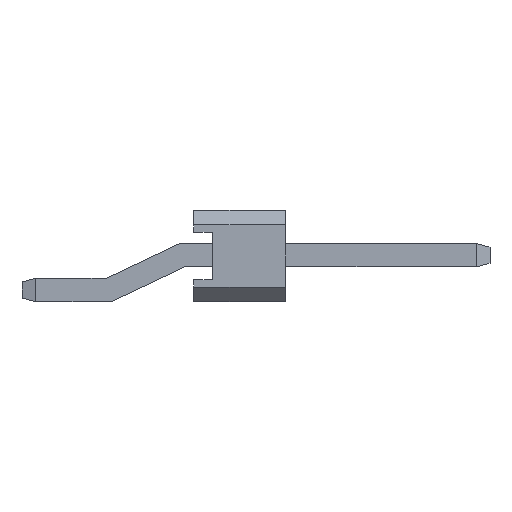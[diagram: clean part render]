
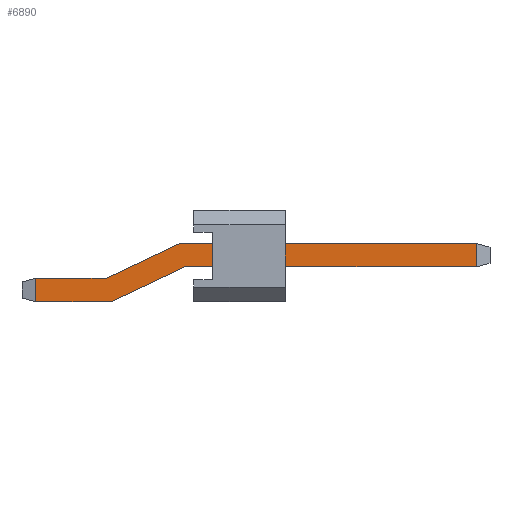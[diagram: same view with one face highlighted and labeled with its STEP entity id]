
A CAD part, front view. The second image highlights one B-rep face of the part: STEP entity #6890.
In plain terms, the highlighted planar face has unit normal (0, -1, 0).
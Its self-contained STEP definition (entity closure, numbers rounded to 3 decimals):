
#78=FACE_OUTER_BOUND('',#494,.T.);
#494=EDGE_LOOP('',(#4541,#4542,#4543,#4544,#4545,#4546,#4547,#4548));
#907=LINE('',#9593,#1895);
#916=LINE('',#9611,#1904);
#926=LINE('',#9631,#1914);
#929=LINE('',#9637,#1917);
#931=LINE('',#9642,#1919);
#932=LINE('',#9643,#1920);
#933=LINE('',#9645,#1921);
#934=LINE('',#9646,#1922);
#1895=VECTOR('',#7768,10.);
#1904=VECTOR('',#7781,10.);
#1914=VECTOR('',#7799,10.);
#1917=VECTOR('',#7806,10.);
#1919=VECTOR('',#7812,10.);
#1920=VECTOR('',#7813,10.);
#1921=VECTOR('',#7814,10.);
#1922=VECTOR('',#7815,10.);
#2874=VERTEX_POINT('',#9573);
#2877=VERTEX_POINT('',#9581);
#2887=VERTEX_POINT('',#9610);
#2888=VERTEX_POINT('',#9615);
#2893=VERTEX_POINT('',#9626);
#2894=VERTEX_POINT('',#9636);
#2895=VERTEX_POINT('',#9641);
#2896=VERTEX_POINT('',#9644);
#3507=EDGE_CURVE('',#2874,#2877,#907,.T.);
#3516=EDGE_CURVE('',#2887,#2877,#916,.T.);
#3526=EDGE_CURVE('',#2888,#2893,#926,.T.);
#3529=EDGE_CURVE('',#2894,#2893,#929,.T.);
#3531=EDGE_CURVE('',#2874,#2895,#931,.T.);
#3532=EDGE_CURVE('',#2895,#2894,#932,.T.);
#3533=EDGE_CURVE('',#2888,#2896,#933,.T.);
#3534=EDGE_CURVE('',#2896,#2887,#934,.T.);
#4541=ORIENTED_EDGE('',*,*,#3507,.F.);
#4542=ORIENTED_EDGE('',*,*,#3531,.T.);
#4543=ORIENTED_EDGE('',*,*,#3532,.T.);
#4544=ORIENTED_EDGE('',*,*,#3529,.T.);
#4545=ORIENTED_EDGE('',*,*,#3526,.F.);
#4546=ORIENTED_EDGE('',*,*,#3533,.T.);
#4547=ORIENTED_EDGE('',*,*,#3534,.T.);
#4548=ORIENTED_EDGE('',*,*,#3516,.T.);
#6474=PLANE('',#7345);
#6890=ADVANCED_FACE('',(#78),#6474,.T.);
#7345=AXIS2_PLACEMENT_3D('',#9640,#7810,#7811);
#7768=DIRECTION('',(0.,0.,1.));
#7781=DIRECTION('',(-1.,0.,0.));
#7799=DIRECTION('',(0.,0.,-1.));
#7806=DIRECTION('',(1.,0.,0.));
#7810=DIRECTION('center_axis',(0.,-1.,0.));
#7811=DIRECTION('ref_axis',(0.,0.,-1.));
#7812=DIRECTION('',(1.,0.,0.));
#7813=DIRECTION('',(0.903,0.,0.429));
#7814=DIRECTION('',(-1.,0.,0.));
#7815=DIRECTION('',(-0.903,0.,-0.429));
#9573=CARTESIAN_POINT('',(0.373,-0.32,0.));
#9581=CARTESIAN_POINT('',(0.373,-0.32,0.64));
#9593=CARTESIAN_POINT('',(0.373,-0.32,0.398));
#9610=CARTESIAN_POINT('',(2.3,-0.32,0.64));
#9611=CARTESIAN_POINT('',(0.,-0.32,0.64));
#9615=CARTESIAN_POINT('',(12.427,-0.32,1.59));
#9626=CARTESIAN_POINT('',(12.427,-0.32,0.95));
#9631=CARTESIAN_POINT('',(12.427,-0.32,1.193));
#9636=CARTESIAN_POINT('',(4.444,-0.32,0.95));
#9637=CARTESIAN_POINT('',(4.444,-0.32,0.95));
#9640=CARTESIAN_POINT('Origin',(6.4,-0.32,0.795));
#9641=CARTESIAN_POINT('',(2.444,-0.32,0.));
#9642=CARTESIAN_POINT('',(0.,-0.32,0.));
#9643=CARTESIAN_POINT('',(2.444,-0.32,0.));
#9644=CARTESIAN_POINT('',(4.3,-0.32,1.59));
#9645=CARTESIAN_POINT('',(4.3,-0.32,1.59));
#9646=CARTESIAN_POINT('',(2.3,-0.32,0.64));
